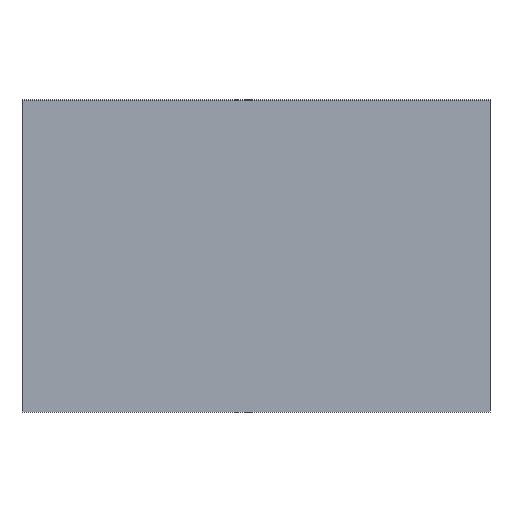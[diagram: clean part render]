
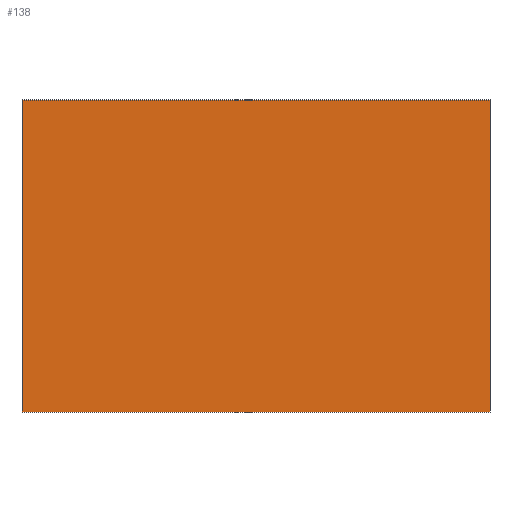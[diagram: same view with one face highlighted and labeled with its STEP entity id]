
A CAD part, left-side view. The second image highlights one B-rep face of the part: STEP entity #138.
In plain terms, the highlighted planar face has unit normal (-1, 0, 0).
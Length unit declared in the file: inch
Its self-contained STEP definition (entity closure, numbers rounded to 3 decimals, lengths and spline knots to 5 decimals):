
#1 = VECTOR ( 'NONE', #93, 39.37008 ) ;
#25 = ORIENTED_EDGE ( 'NONE', *, *, #132, .F. ) ;
#26 = ORIENTED_EDGE ( 'NONE', *, *, #133, .T. ) ;
#45 = CARTESIAN_POINT ( 'NONE',  ( 0., 0.75, 0. ) ) ;
#47 = CARTESIAN_POINT ( 'NONE',  ( 0., 0.75, -0.5 ) ) ;
#48 = CARTESIAN_POINT ( 'NONE',  ( 0., 0., -0.5 ) ) ;
#50 = CARTESIAN_POINT ( 'NONE',  ( 0., 0., 0. ) ) ;
#60 = DIRECTION ( 'NONE',  ( 0., 0., -1. ) ) ;
#61 = DIRECTION ( 'NONE',  ( 1., 0., 0. ) ) ;
#62 = CARTESIAN_POINT ( 'NONE',  ( 0., 0.75, 0. ) ) ;
#63 = PLANE ( 'NONE',  #157 ) ;
#75 = DIRECTION ( 'NONE',  ( 0., 0., 1. ) ) ;
#76 = CARTESIAN_POINT ( 'NONE',  ( 0., 0., 0. ) ) ;
#77 = LINE ( 'NONE', #76, #148 ) ;
#78 = DIRECTION ( 'NONE',  ( 0., 0., 1. ) ) ;
#79 = CARTESIAN_POINT ( 'NONE',  ( 0., 0.75, 0. ) ) ;
#80 = LINE ( 'NONE', #79, #146 ) ;
#93 = DIRECTION ( 'NONE',  ( 0., -1., 0. ) ) ;
#94 = CARTESIAN_POINT ( 'NONE',  ( 0., 0.75, 0. ) ) ;
#95 = LINE ( 'NONE', #94, #1 ) ;
#105 = DIRECTION ( 'NONE',  ( 0., -1., 0. ) ) ;
#106 = CARTESIAN_POINT ( 'NONE',  ( 0., 0.75, -0.5 ) ) ;
#107 = LINE ( 'NONE', #106, #209 ) ;
#123 = EDGE_CURVE ( 'NONE', #178, #177, #107, .T. ) ;
#127 = EDGE_CURVE ( 'NONE', #183, #170, #95, .T. ) ;
#132 = EDGE_CURVE ( 'NONE', #178, #183, #80, .T. ) ;
#133 = EDGE_CURVE ( 'NONE', #177, #170, #77, .T. ) ;
#138 = ADVANCED_FACE ( 'NONE', ( #154 ), #63, .F. ) ;
#146 = VECTOR ( 'NONE', #78, 39.37008 ) ;
#148 = VECTOR ( 'NONE', #75, 39.37008 ) ;
#154 = FACE_OUTER_BOUND ( 'NONE', #169, .T. ) ;
#157 = AXIS2_PLACEMENT_3D ( 'NONE', #62, #61, #60 ) ;
#169 = EDGE_LOOP ( 'NONE', ( #26, #179, #25, #175 ) ) ;
#170 = VERTEX_POINT ( 'NONE', #50 ) ;
#175 = ORIENTED_EDGE ( 'NONE', *, *, #123, .T. ) ;
#177 = VERTEX_POINT ( 'NONE', #48 ) ;
#178 = VERTEX_POINT ( 'NONE', #47 ) ;
#179 = ORIENTED_EDGE ( 'NONE', *, *, #127, .F. ) ;
#183 = VERTEX_POINT ( 'NONE', #45 ) ;
#209 = VECTOR ( 'NONE', #105, 39.37008 ) ;
